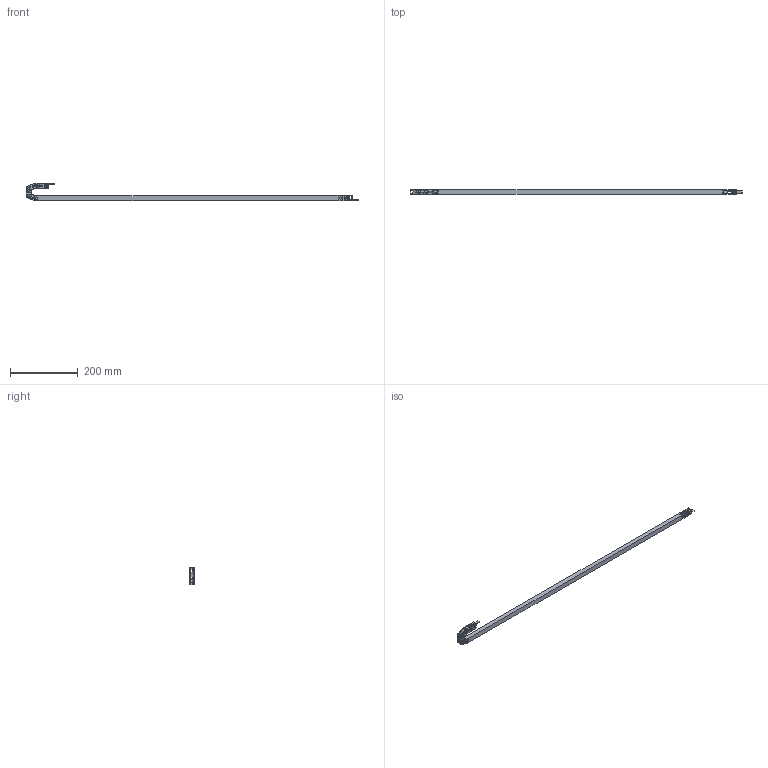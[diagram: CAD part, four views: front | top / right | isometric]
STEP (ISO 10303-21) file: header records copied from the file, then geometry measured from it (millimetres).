
FILE_DESCRIPTION(('STEP AP214'),'1');
FILE_NAME('cctmp_6B86B663-61F8-438B-AAAD-12B288EE78A7_2020_08_24_01_55_25_0565..stp','2020-08-23T23:55:25',('igus GmbH'),('CADClick - www.CADClick.com'),'Spatial InterOp 3D',' ','unknown authorization');
FILE_SCHEMA(('AUTOMOTIVE_DESIGN'));
Length unit declared in the file: millimetre
Products named in the file (8): cc_unnamed; 2020_08_24_01_55_25_0549; 2020_08_24_01_55_25_0518; 2020_08_24_01_55_25_0487; 2020_08_24_01_55_25_0456; 2020_08_24_01_55_25_0424; 2020_08_24_01_55_25_0393; 2020_08_24_01_55_25_0362
Assembly tree (7 placements, depth 2):
  cc_unnamed
    2020_08_24_01_55_25_0549
    2020_08_24_01_55_25_0518
    2020_08_24_01_55_25_0487
    2020_08_24_01_55_25_0456
    2020_08_24_01_55_25_0424
    2020_08_24_01_55_25_0393
    2020_08_24_01_55_25_0362
Bounding box: 983.33 x 13.4 x 51 mm (x, y, z)
Volume: 196915.3 mm3; surface area: 69549.7 mm2
Topology: 7 solids, 7 shells, 508 faces, 1358 edges, 872 vertices
Faces by surface type: plane 310, cylinder 174, sphere 16, cone 8
Entity records: 20039 total; most frequent: DIRECTION 2738, CARTESIAN_POINT 2730, ORIENTED_EDGE 2684, EDGE_CURVE 1342, LINE 978, VECTOR 978, AXIS2_PLACEMENT_3D 880, VERTEX_POINT 872
